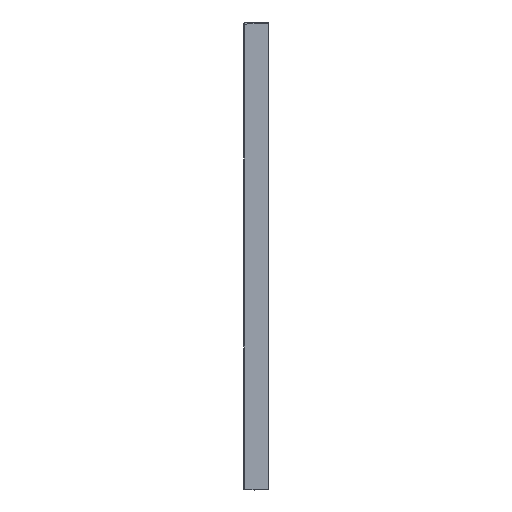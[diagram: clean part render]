
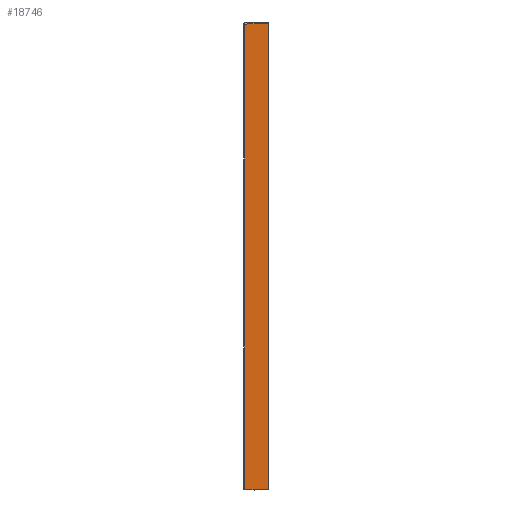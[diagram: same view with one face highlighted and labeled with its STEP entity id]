
A CAD part, left-side view. The second image highlights one B-rep face of the part: STEP entity #18746.
In plain terms, the highlighted planar face has unit normal (-0.999, 0.035, 0).
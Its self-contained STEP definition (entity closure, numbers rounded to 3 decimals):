
#110=DIRECTION('',(-0.035,-0.999,0.));
#111=VECTOR('',#110,38.025);
#112=CARTESIAN_POINT('',(-448.673,-1.998,
-312.5));
#113=LINE('',#112,#111);
#1157=CARTESIAN_POINT('',(-448.673,-1.998,
-312.5));
#1158=CARTESIAN_POINT('',(-448.673,-2.005,
-306.653));
#1159=CARTESIAN_POINT('',(-448.674,-2.027,
-286.653));
#1160=CARTESIAN_POINT('',(-448.674,-2.039,
-266.653));
#1161=CARTESIAN_POINT('',(-448.674,-2.039,
-252.5));
#1163=CARTESIAN_POINT('',(-448.674,-2.039,
-252.5));
#1164=CARTESIAN_POINT('',(-448.674,-2.039,
-245.549));
#1165=CARTESIAN_POINT('',(-448.674,-2.037,
-232.353));
#1166=CARTESIAN_POINT('',(-448.674,-2.032,
-214.796));
#1167=CARTESIAN_POINT('',(-448.674,-2.026,
-199.103));
#1168=CARTESIAN_POINT('',(-448.674,-2.019,
-184.982));
#1169=CARTESIAN_POINT('',(-448.673,-2.012,
-171.435));
#1170=CARTESIAN_POINT('',(-448.673,-2.005,
-159.333));
#1171=CARTESIAN_POINT('',(-448.673,-1.997,
-147.172));
#1172=CARTESIAN_POINT('',(-448.673,-1.989,
-134.721));
#1173=CARTESIAN_POINT('',(-448.672,-1.98,
-121.285));
#1174=CARTESIAN_POINT('',(-448.672,-1.972,
-108.729));
#1175=CARTESIAN_POINT('',(-448.672,-1.963,
-94.844));
#1176=CARTESIAN_POINT('',(-448.671,-1.954,
-79.858));
#1177=CARTESIAN_POINT('',(-448.671,-1.946,
-64.68));
#1178=CARTESIAN_POINT('',(-448.671,-1.938,
-49.054));
#1179=CARTESIAN_POINT('',(-448.671,-1.932,
-32.351));
#1180=CARTESIAN_POINT('',(-448.67,-1.927,
-15.025));
#1181=CARTESIAN_POINT('',(-448.67,-1.925,
1.717));
#1182=CARTESIAN_POINT('',(-448.67,-1.926,
19.384));
#1183=CARTESIAN_POINT('',(-448.671,-1.929,
31.4));
#1184=CARTESIAN_POINT('',(-448.671,-1.931,
37.499));
#1186=CARTESIAN_POINT('',(-448.671,-1.931,
37.499));
#1187=CARTESIAN_POINT('',(-448.671,-1.933,
43.216));
#1188=CARTESIAN_POINT('',(-448.671,-1.938,
55.251));
#1189=CARTESIAN_POINT('',(-448.671,-1.946,
75.604));
#1190=CARTESIAN_POINT('',(-448.671,-1.956,
96.772));
#1191=CARTESIAN_POINT('',(-448.672,-1.967,
119.937));
#1192=CARTESIAN_POINT('',(-448.672,-1.978,
142.962));
#1193=CARTESIAN_POINT('',(-448.673,-1.989,
165.365));
#1194=CARTESIAN_POINT('',(-448.673,-1.999,
186.41));
#1195=CARTESIAN_POINT('',(-448.673,-2.008,
205.47));
#1196=CARTESIAN_POINT('',(-448.674,-2.015,
222.835));
#1197=CARTESIAN_POINT('',(-448.674,-2.021,
238.904));
#1198=CARTESIAN_POINT('',(-448.674,-2.026,
253.854));
#1199=CARTESIAN_POINT('',(-448.674,-2.03,
268.053));
#1200=CARTESIAN_POINT('',(-448.674,-2.033,
279.877));
#1201=CARTESIAN_POINT('',(-448.674,-2.035,
292.126));
#1202=CARTESIAN_POINT('',(-448.674,-2.037,
303.34));
#1203=CARTESIAN_POINT('',(-448.674,-2.038,
314.831));
#1204=CARTESIAN_POINT('',(-448.674,-2.039,
323.189));
#1205=CARTESIAN_POINT('',(-448.674,-2.039,
327.5));
#1207=CARTESIAN_POINT('',(-448.674,-2.039,
327.5));
#1208=CARTESIAN_POINT('',(-448.674,-2.039,
339.996));
#1209=CARTESIAN_POINT('',(-448.674,-2.026,
364.85));
#1210=CARTESIAN_POINT('',(-448.672,-1.983,
400.407));
#1211=CARTESIAN_POINT('',(-448.671,-1.949,
423.469));
#1212=CARTESIAN_POINT('',(-448.671,-1.933,
434.172));
#1214=DIRECTION('',(-0.035,-0.999,0.035));
#1215=VECTOR('',#1214,38.113);
#1216=CARTESIAN_POINT('',(-448.671,-1.933,
434.172));
#1217=LINE('',#1216,#1215);
#1218=DIRECTION('',(0.,0.,-1.));
#1219=VECTOR('',#1218,748.001);
#1220=CARTESIAN_POINT('',(-450.,-40.,
435.501));
#1221=LINE('',#1220,#1219);
#1222=CARTESIAN_POINT('',(-448.673,-1.998,
-312.5));
#1250=CARTESIAN_POINT('',(-448.674,-2.039,
-252.5));
#1677=CARTESIAN_POINT('',(-448.671,-1.931,
37.499));
#15765=CARTESIAN_POINT('',(-450.,-40.,-312.5));
#15766=VERTEX_POINT('',#15765);
#16961=VERTEX_POINT('',#1250);
#16962=VERTEX_POINT('',#1677);
#17007=VERTEX_POINT('',#1222);
#17008=VERTEX_POINT('',#1205);
#17009=VERTEX_POINT('',#1212);
#17010=CARTESIAN_POINT('',(-450.,-40.,
435.501));
#17011=VERTEX_POINT('',#17010);
#18727=CARTESIAN_POINT('',(-449.335,-20.963,
61.501));
#18728=DIRECTION('',(0.999,-0.035,0.));
#18729=DIRECTION('',(0.035,0.999,0.));
#18730=AXIS2_PLACEMENT_3D('',#18727,#18728,#18729);
#18731=PLANE('',#18730);
#18732=ORIENTED_EDGE('',*,*,#17177,.F.);
#18734=ORIENTED_EDGE('',*,*,#18733,.T.);
#18736=ORIENTED_EDGE('',*,*,#18735,.T.);
#18738=ORIENTED_EDGE('',*,*,#18737,.T.);
#18740=ORIENTED_EDGE('',*,*,#18739,.T.);
#18742=ORIENTED_EDGE('',*,*,#18741,.T.);
#18743=ORIENTED_EDGE('',*,*,#17411,.T.);
#18744=EDGE_LOOP('',(#18732,#18734,#18736,#18738,#18740,#18742,#18743));
#18745=FACE_OUTER_BOUND('',#18744,.F.);
#18746=ADVANCED_FACE('',(#18745),#18731,.F.);
#1162=B_SPLINE_CURVE_WITH_KNOTS('',3,(#1157,#1158,#1159,#1160,#1161),
.UNSPECIFIED.,.F.,.F.,(4,1,4),(0.,0.292,1.),.UNSPECIFIED.);
#1185=B_SPLINE_CURVE_WITH_KNOTS('',3,(#1163,#1164,#1165,#1166,#1167,#1168,#1169,
#1170,#1171,#1172,#1173,#1174,#1175,#1176,#1177,#1178,#1179,#1180,#1181,#1182,
#1183,#1184),.UNSPECIFIED.,.F.,.F.,(4,1,1,1,1,1,1,1,1,1,1,1,1,1,1,1,1,1,1,4),(
0.,0.053,0.105,0.158,0.211,
0.263,0.316,0.368,0.421,
0.474,0.526,0.579,0.632,
0.684,0.737,0.789,0.842,
0.895,0.947,1.),.UNSPECIFIED.);
#1206=B_SPLINE_CURVE_WITH_KNOTS('',3,(#1186,#1187,#1188,#1189,#1190,#1191,#1192,
#1193,#1194,#1195,#1196,#1197,#1198,#1199,#1200,#1201,#1202,#1203,#1204,#1205),
.UNSPECIFIED.,.F.,.F.,(4,1,1,1,1,1,1,1,1,1,1,1,1,1,1,1,1,4),(0.,
0.059,0.118,0.176,0.235,
0.294,0.353,0.412,0.471,
0.529,0.588,0.647,0.706,
0.765,0.824,0.882,0.941,1.),
.UNSPECIFIED.);
#1213=B_SPLINE_CURVE_WITH_KNOTS('',3,(#1207,#1208,#1209,#1210,#1211,#1212),
.UNSPECIFIED.,.F.,.F.,(4,1,1,4),(0.,0.351,0.699,1.),
.UNSPECIFIED.);
#17177=EDGE_CURVE('',#17007,#15766,#113,.T.);
#17411=EDGE_CURVE('',#17011,#15766,#1221,.T.);
#18733=EDGE_CURVE('',#17007,#16961,#1162,.T.);
#18735=EDGE_CURVE('',#16961,#16962,#1185,.T.);
#18737=EDGE_CURVE('',#16962,#17008,#1206,.T.);
#18739=EDGE_CURVE('',#17008,#17009,#1213,.T.);
#18741=EDGE_CURVE('',#17009,#17011,#1217,.T.);
